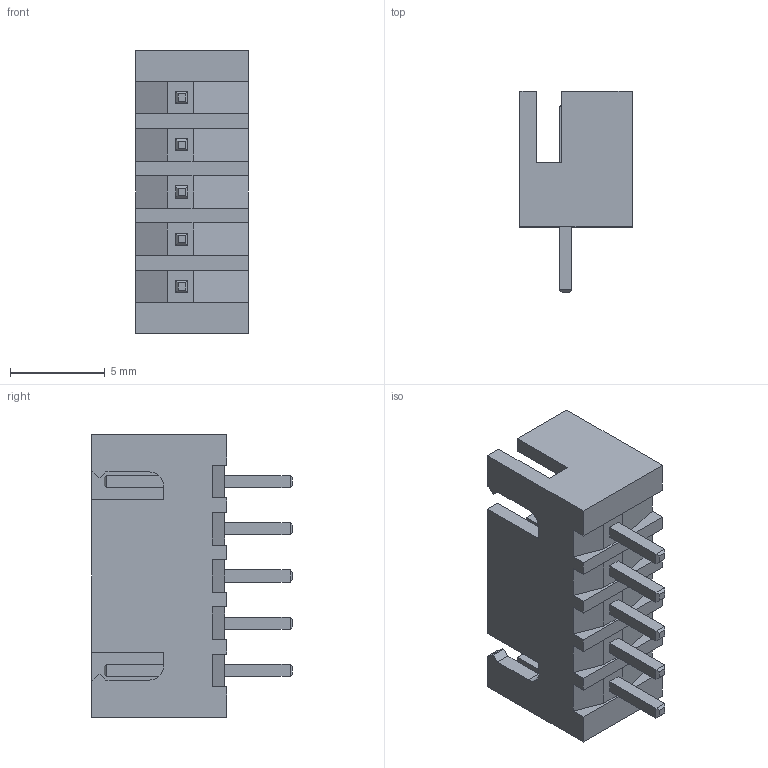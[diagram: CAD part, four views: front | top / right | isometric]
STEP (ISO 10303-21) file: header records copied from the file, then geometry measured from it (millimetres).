
FILE_DESCRIPTION(/* description */ (''),/* implementation_level */ '2;1');
FILE_NAME(/* name */ 'JST 5pin.stp',/* time_stamp */ '2016-11-08T11:08:07-08:00',/* author */ ('alex'),/* organization */ (''),/* preprocessor_version */ 'ST-DEVELOPER v16.5',/* originating_system */ 'Autodesk Inventor 2017',/* authorisation */ '');
FILE_SCHEMA (('AUTOMOTIVE_DESIGN { 1 0 10303 214 3 1 1 }'));
Length unit declared in the file: inch
Products named in the file (1): JST 5
Bounding box: 5.91 x 10.59 x 14.91 mm (x, y, z)
Volume: 304.4 mm3; surface area: 745.6 mm2
Topology: 1 solids, 1 shells, 156 faces, 392 edges, 248 vertices
Faces by surface type: plane 154, cylinder 2
Entity records: 4649 total; most frequent: CARTESIAN_POINT 797, ORIENTED_EDGE 784, DIRECTION 710, EDGE_CURVE 392, LINE 388, VECTOR 388, VERTEX_POINT 248, EDGE_LOOP 166
